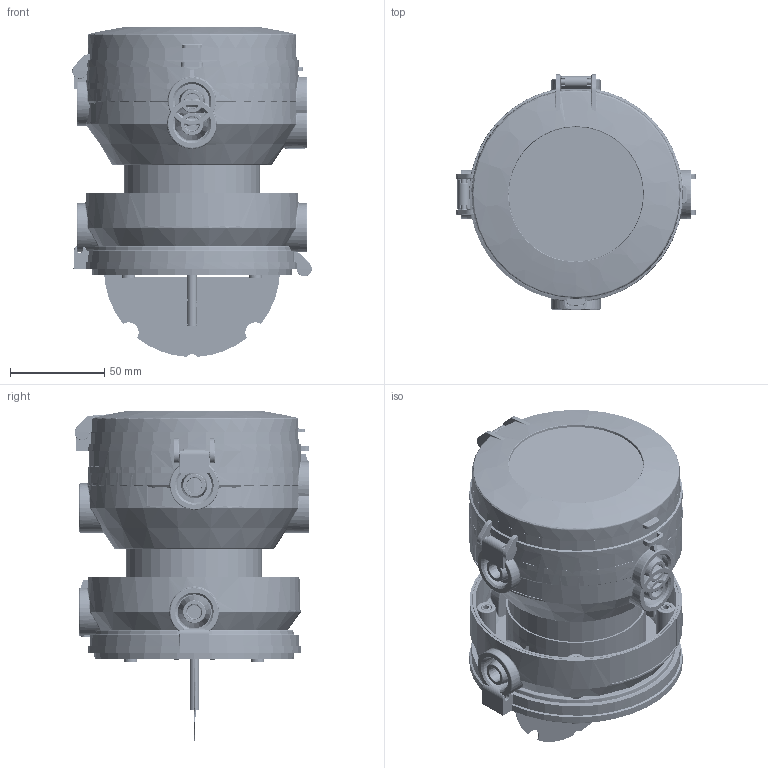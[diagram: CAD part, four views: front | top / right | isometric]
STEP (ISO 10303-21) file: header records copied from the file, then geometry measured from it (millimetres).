
FILE_DESCRIPTION( ( 'Unknown' ), '1' );
FILE_NAME( 'OM008 Assembly with RT12.stp', 'Unknown', ( 'Unknown' ), ( 'Unknown' ), 'PSStep 11.0', 'Unknown', ' ' );
FILE_SCHEMA( ( 'AUTOMOTIVE_DESIGN { 1 0 10303 214 1 1 1 1 }' ) );
Length unit declared in the file: millimetre
Products named in the file (16): RATE TOTALISER; Assem1; 1402001 RT-EB Base M20 assembly - Meter Mount; 1406011 RT-EB Cover assembly; 1406010 RT-EB Face plate assembly; 1306014 RT-EB Cover; 1317002 MAGNET DIA 4 x 2mm; 1302024 RT-EB Base METER MOUNT M20 CONDUIT; 130803105 M3 HEAT LOC INSERT; 130804111 M4 SCREW SERT; 1306013 RT-EB Face Plate; 1315009 RT Round facia Label - TRIMEC; 130805122 M5x30 SS SHCS; 130805101 M5x16 SSSockt Hd Cap Screw; OM008 METER BODY (for external use); OM008 Meter Cap (for external use)
Bounding box: 126.82 x 124.41 x 174.62 mm (x, y, z)
Volume: 967114.8 mm3; surface area: 555156 mm2
Topology: 68 solids, 68 shells, 8588 faces, 21469 edges, 13818 vertices
Faces by surface type: plane 4131, extrusion 1983, cylinder 708, bspline 676, cone 522, torus 512, sphere 56
Full cylindrical faces by diameter (mm): 2.5 x19, 2.9 x8, 3 x16, 3.3 x13, 3.9 x61, 4 x31, 4.2 x20, 4.4 x38, 4.628 x12, 4.7 x8, 4.8 x16, 5 x10, 5.2 x8, 5.5 x39, 6.1 x26, 8 x10, 9.5 x8, 10 x16, 12 x20, 15.316 x4, 18.5 x12, 25.5 x4, 26 x12, 36 x2, 47.848 x4, 49.3 x2, 72 x2, 74 x6
Entity records: 103548 total; most frequent: CARTESIAN_POINT 36338, ORIENTED_EDGE 10474, DIRECTION 8325, EDGE_CURVE 5237, VERTEX_POINT 3545, VECTOR 3491, LINE 2957, EDGE_LOOP 2765
